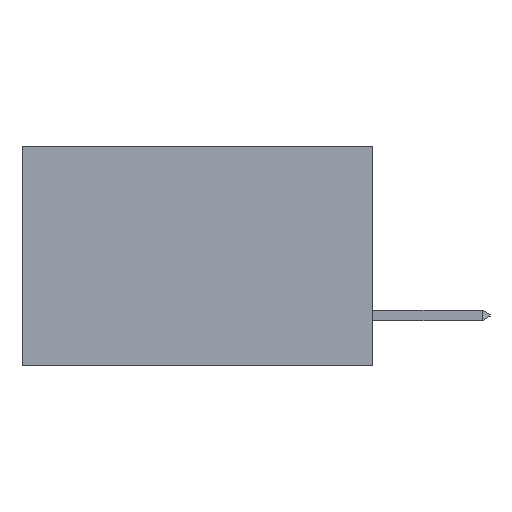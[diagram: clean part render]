
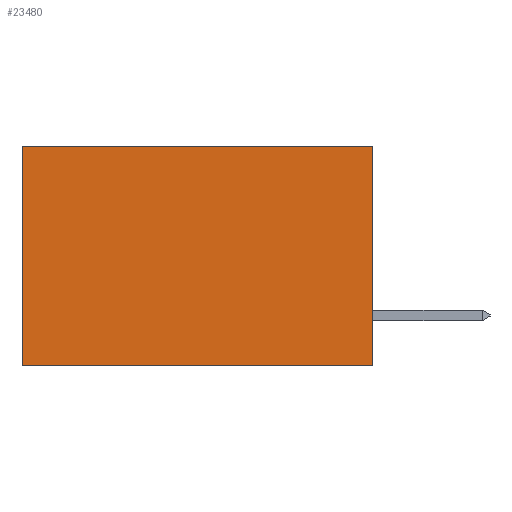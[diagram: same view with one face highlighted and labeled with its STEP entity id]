
A CAD part, left-side view. The second image highlights one B-rep face of the part: STEP entity #23480.
In plain terms, the highlighted planar face has unit normal (-1, 0, 0).
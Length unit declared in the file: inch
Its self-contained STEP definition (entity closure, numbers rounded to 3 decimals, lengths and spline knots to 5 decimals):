
#2358 = CARTESIAN_POINT ( 'NONE',  ( 0.277, 0., -0.37 ) ) ;
#2603 = CARTESIAN_POINT ( 'NONE',  ( 0.277, 0., 0. ) ) ;
#4698 = FACE_OUTER_BOUND ( 'NONE', #22056, .T. ) ;
#4817 = DIRECTION ( 'NONE',  ( 0., 1., 0. ) ) ;
#4873 = ORIENTED_EDGE ( 'NONE', *, *, #10303, .T. ) ;
#5241 = LINE ( 'NONE', #2358, #23871 ) ;
#5288 = CARTESIAN_POINT ( 'NONE',  ( 0.277, 0., -0.37 ) ) ;
#5773 = VECTOR ( 'NONE', #27558, 39.37008 ) ;
#6053 = VERTEX_POINT ( 'NONE', #8185 ) ;
#7104 = VECTOR ( 'NONE', #9983, 39.37008 ) ;
#7665 = DIRECTION ( 'NONE',  ( 0., 0., -1. ) ) ;
#7824 = LINE ( 'NONE', #28443, #7104 ) ;
#8185 = CARTESIAN_POINT ( 'NONE',  ( 0.277, 0., -0.37 ) ) ;
#8861 = LINE ( 'NONE', #2603, #9589 ) ;
#9527 = VERTEX_POINT ( 'NONE', #10647 ) ;
#9589 = VECTOR ( 'NONE', #18940, 39.37008 ) ;
#9983 = DIRECTION ( 'NONE',  ( 0., 0., -1. ) ) ;
#10303 = EDGE_CURVE ( 'NONE', #9527, #16183, #12003, .T. ) ;
#10647 = CARTESIAN_POINT ( 'NONE',  ( 0.277, 0.59, 0. ) ) ;
#11851 = ORIENTED_EDGE ( 'NONE', *, *, #15446, .F. ) ;
#12003 = LINE ( 'NONE', #18300, #5773 ) ;
#12183 = CARTESIAN_POINT ( 'NONE',  ( 0.277, 0., 0. ) ) ;
#13352 = ORIENTED_EDGE ( 'NONE', *, *, #17599, .T. ) ;
#15446 = EDGE_CURVE ( 'NONE', #6053, #16183, #5241, .T. ) ;
#15583 = EDGE_CURVE ( 'NONE', #20239, #6053, #7824, .T. ) ;
#16183 = VERTEX_POINT ( 'NONE', #21348 ) ;
#17599 = EDGE_CURVE ( 'NONE', #20239, #9527, #8861, .T. ) ;
#18300 = CARTESIAN_POINT ( 'NONE',  ( 0.277, 0.59, -0.37 ) ) ;
#18774 = ORIENTED_EDGE ( 'NONE', *, *, #15583, .F. ) ;
#18940 = DIRECTION ( 'NONE',  ( 0., 1., 0. ) ) ;
#19291 = PLANE ( 'NONE',  #25968 ) ;
#20239 = VERTEX_POINT ( 'NONE', #12183 ) ;
#21348 = CARTESIAN_POINT ( 'NONE',  ( 0.277, 0.59, -0.37 ) ) ;
#21636 = DIRECTION ( 'NONE',  ( 1., 0., 0. ) ) ;
#22056 = EDGE_LOOP ( 'NONE', ( #4873, #11851, #18774, #13352 ) ) ;
#23480 = ADVANCED_FACE ( 'NONE', ( #4698 ), #19291, .F. ) ;
#23871 = VECTOR ( 'NONE', #4817, 39.37008 ) ;
#25968 = AXIS2_PLACEMENT_3D ( 'NONE', #5288, #21636, #7665 ) ;
#27558 = DIRECTION ( 'NONE',  ( 0., 0., -1. ) ) ;
#28443 = CARTESIAN_POINT ( 'NONE',  ( 0.277, 0., -0.37 ) ) ;
